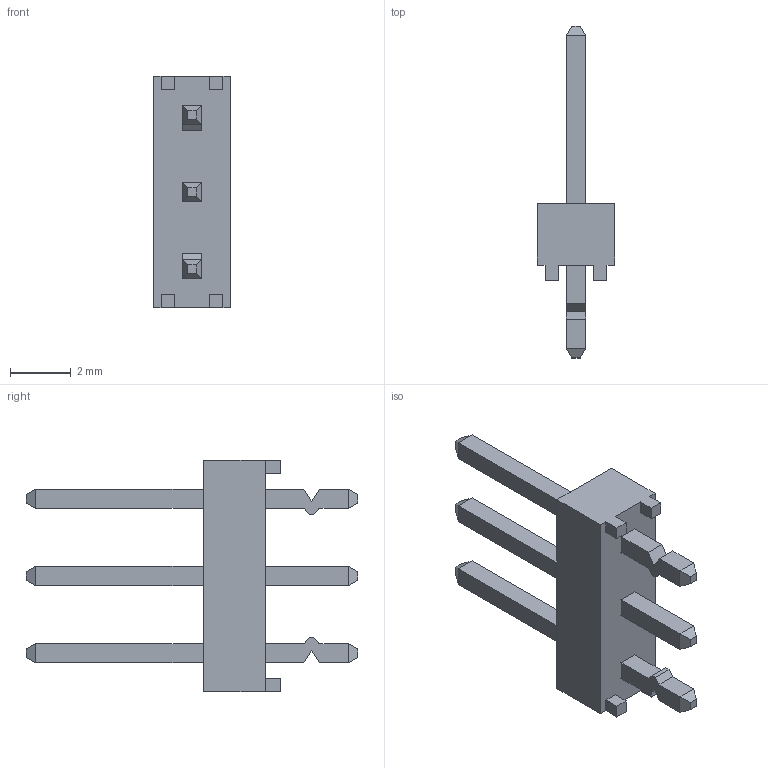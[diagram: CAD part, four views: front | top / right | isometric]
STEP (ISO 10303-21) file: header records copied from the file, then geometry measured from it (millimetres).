
FILE_DESCRIPTION(/* description */ ('STEP AP242','CAx-IF Rec.Pracs.---Representation and Presentation of Product Manufacturing Information (PMI)---4.0---2014-10-13','CAx-IF Rec.Pracs.---3D Tessellated Geometry---0.4---2014-09-14','2;1'),/* implementation_level */ '2;1');
FILE_NAME(/* name */ 'TSW-101-07-T-T-LL',/* time_stamp */ '2025-11-02T00:49:11+01:00',/* author */ ('License CC BY-ND 4.0'),/* organization */ ('CADENAS'),/* preprocessor_version */ 'ST-DEVELOPER v20',/* originating_system */ 'PARTsolutions',/* authorisation */ ' ');
FILE_SCHEMA (('AP242_MANAGED_MODEL_BASED_3D_ENGINEERING_MIM_LF { 1 0 10303 442 1 1 4 }'));
Length unit declared in the file: inch
Products named in the file (3): TSW-101-07-T-T-LL; TSW-101-07-T-T-LL_body; T-1S6-07-TSW-1-07-1-T-LL
Assembly tree (2 placements, depth 2):
  TSW-101-07-T-T-LL
    TSW-101-07-T-T-LL_body
    T-1S6-07-TSW-1-07-1-T-LL
Bounding box: 2.54 x 10.92 x 7.62 mm (x, y, z)
Volume: 50.6 mm3; surface area: 189.1 mm2
Topology: 2 solids, 2 shells, 108 faces, 270 edges, 172 vertices
Faces by surface type: plane 108
Entity records: 3204 total; most frequent: CARTESIAN_POINT 553, ORIENTED_EDGE 540, DIRECTION 492, EDGE_CURVE 270, LINE 270, VECTOR 270, VERTEX_POINT 172, EDGE_LOOP 120
